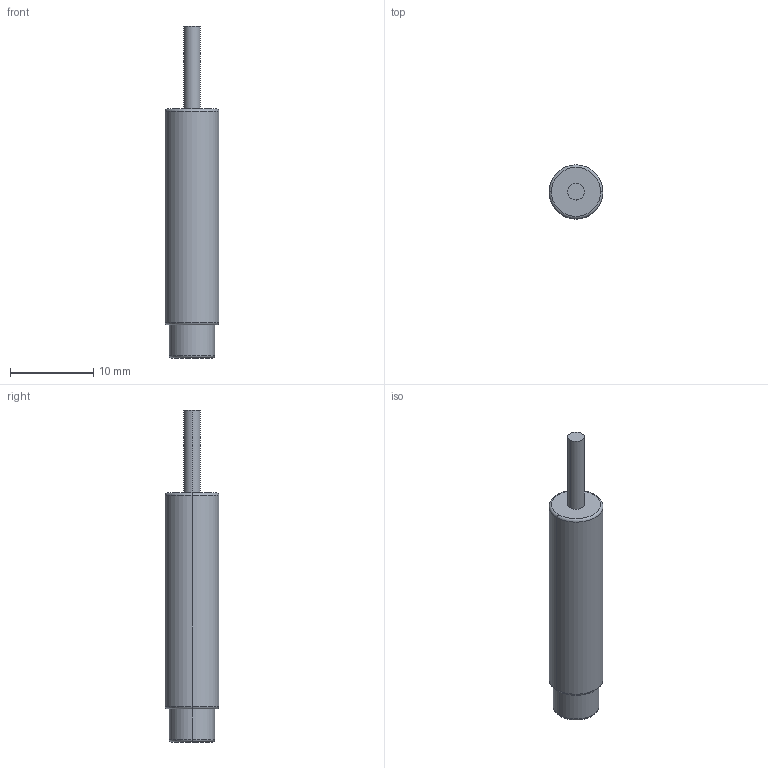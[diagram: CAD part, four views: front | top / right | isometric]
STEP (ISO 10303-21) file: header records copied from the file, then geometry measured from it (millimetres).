
FILE_DESCRIPTION((''),'2;1');
FILE_NAME('PRT0001','2012-02-07T',('dhelisch'),(''),'PRO/ENGINEER BY PARAMETRIC TECHNOLOGY CORPORATION, 2007250','PRO/ENGINEER BY PARAMETRIC TECHNOLOGY CORPORATION, 2007250','');
FILE_SCHEMA(('CONFIG_CONTROL_DESIGN'));
Length unit declared in the file: millimetre
Products named in the file (1): PRT0001
Bounding box: 6.5 x 6.5 x 40 mm (x, y, z)
Volume: 988.1 mm3; surface area: 721.6 mm2
Topology: 1 solids, 1 shells, 16 faces, 84 edges, 78 vertices
Faces by surface type: cylinder 6, torus 6, plane 4
Entity records: 1213 total; most frequent: DIRECTION 158, CARTESIAN_POINT 119, PRESENTATION_STYLE_ASSIGNMENT 101, STYLED_ITEM 98, CURVE_STYLE 91, ORIENTED_EDGE 60, AXIS2_PLACEMENT_3D 57, TRIMMED_CURVE 54
